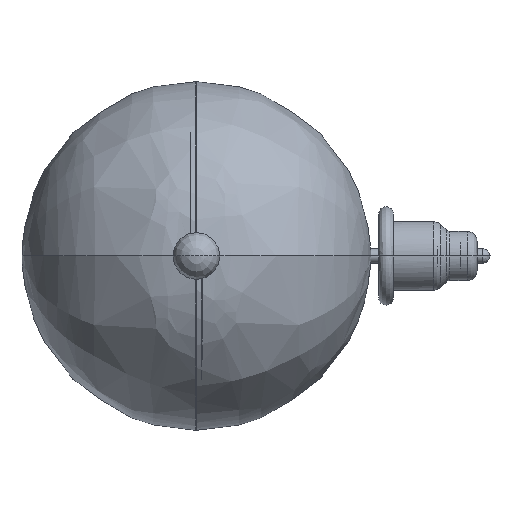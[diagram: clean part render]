
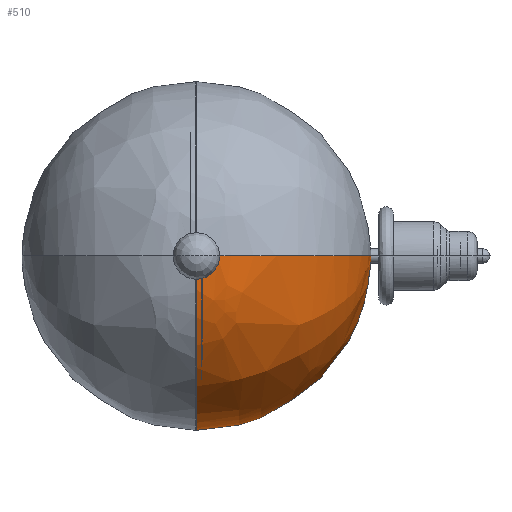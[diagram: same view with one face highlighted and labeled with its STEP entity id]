
A CAD part, front view. The second image highlights one B-rep face of the part: STEP entity #510.
In plain terms, the highlighted free-form (B-spline) face has degree [2, 2] with [5, 3] control points.
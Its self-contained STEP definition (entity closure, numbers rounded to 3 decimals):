
#24 = VERTEX_POINT('',#25);
#25 = CARTESIAN_POINT('',(0.389,-10.558,0.));
#31 = EDGE_CURVE('',#32,#24,#34,.T.);
#32 = VERTEX_POINT('',#33);
#33 = CARTESIAN_POINT('',(10.565,0.,0.));
#34 = ( BOUNDED_CURVE() B_SPLINE_CURVE(2,(#35,#36,#37),.UNSPECIFIED.,.F.
,.F.) B_SPLINE_CURVE_WITH_KNOTS((3,3),(0.,1.534),
.PIECEWISE_BEZIER_KNOTS.) CURVE() GEOMETRIC_REPRESENTATION_ITEM() 
RATIONAL_B_SPLINE_CURVE((1.,0.72,1.)) REPRESENTATION_ITEM('') 
  );
#35 = CARTESIAN_POINT('',(10.565,0.,0.));
#36 = CARTESIAN_POINT('',(10.565,-10.183,0.));
#37 = CARTESIAN_POINT('',(0.389,-10.558,0.));
#39 = EDGE_CURVE('',#32,#40,#42,.T.);
#40 = VERTEX_POINT('',#41);
#41 = CARTESIAN_POINT('',(0.389,10.558,0.));
#42 = ( BOUNDED_CURVE() B_SPLINE_CURVE(2,(#43,#44,#45),.UNSPECIFIED.,.F.
,.F.) B_SPLINE_CURVE_WITH_KNOTS((3,3),(0.,1.534),
.PIECEWISE_BEZIER_KNOTS.) CURVE() GEOMETRIC_REPRESENTATION_ITEM() 
RATIONAL_B_SPLINE_CURVE((1.,0.72,1.)) REPRESENTATION_ITEM('') 
  );
#43 = CARTESIAN_POINT('',(10.565,0.,0.));
#44 = CARTESIAN_POINT('',(10.565,10.183,0.));
#45 = CARTESIAN_POINT('',(0.389,10.558,0.));
#453 = VERTEX_POINT('',#454);
#454 = CARTESIAN_POINT('',(0.03,10.558,
    -0.388));
#489 = EDGE_CURVE('',#453,#40,#490,.T.);
#490 = ( BOUNDED_CURVE() B_SPLINE_CURVE(2,(#491,#492,#493),
.UNSPECIFIED.,.F.,.F.) B_SPLINE_CURVE_WITH_KNOTS((3,3),(0.,
1.494),.PIECEWISE_BEZIER_KNOTS.) CURVE() 
GEOMETRIC_REPRESENTATION_ITEM() RATIONAL_B_SPLINE_CURVE((1.,
0.734,1.)) REPRESENTATION_ITEM('') );
#491 = CARTESIAN_POINT('',(0.03,10.558,
    -0.388));
#492 = CARTESIAN_POINT('',(0.389,10.558,
    -0.36));
#493 = CARTESIAN_POINT('',(0.389,10.558,
    0.));
#510 = ADVANCED_FACE('',(#511),#532,.T.);
#511 = FACE_BOUND('',#512,.T.);
#512 = EDGE_LOOP('',(#513,#523,#524,#525,#526));
#513 = ORIENTED_EDGE('',*,*,#514,.T.);
#514 = EDGE_CURVE('',#515,#453,#517,.T.);
#515 = VERTEX_POINT('',#516);
#516 = CARTESIAN_POINT('',(0.03,-10.558,
    -0.388));
#517 = ( BOUNDED_CURVE() B_SPLINE_CURVE(2,(#518,#519,#520,#521,#522),
.UNSPECIFIED.,.F.,.F.) B_SPLINE_CURVE_WITH_KNOTS((3,2,3),(0.,
1.534,3.068),.PIECEWISE_BEZIER_KNOTS.) CURVE() 
GEOMETRIC_REPRESENTATION_ITEM() RATIONAL_B_SPLINE_CURVE((1.,
0.72,1.,0.72,1.)) REPRESENTATION_ITEM('') );
#518 = CARTESIAN_POINT('',(0.03,-10.558,
    -0.388));
#519 = CARTESIAN_POINT('',(0.03,-10.184,
    -10.565));
#520 = CARTESIAN_POINT('',(0.03,0.,
    -10.565));
#521 = CARTESIAN_POINT('',(0.03,10.184,
    -10.565));
#522 = CARTESIAN_POINT('',(0.03,10.558,
    -0.388));
#523 = ORIENTED_EDGE('',*,*,#489,.T.);
#524 = ORIENTED_EDGE('',*,*,#39,.F.);
#525 = ORIENTED_EDGE('',*,*,#31,.T.);
#526 = ORIENTED_EDGE('',*,*,#527,.T.);
#527 = EDGE_CURVE('',#24,#515,#528,.T.);
#528 = ( BOUNDED_CURVE() B_SPLINE_CURVE(2,(#529,#530,#531),
.UNSPECIFIED.,.F.,.F.) B_SPLINE_CURVE_WITH_KNOTS((3,3),(0.,1.494
),.PIECEWISE_BEZIER_KNOTS.) CURVE() GEOMETRIC_REPRESENTATION_ITEM() 
RATIONAL_B_SPLINE_CURVE((1.,0.734,1.)) REPRESENTATION_ITEM('') 
  );
#529 = CARTESIAN_POINT('',(0.389,-10.558,0.));
#530 = CARTESIAN_POINT('',(0.389,-10.558,
    -0.36));
#531 = CARTESIAN_POINT('',(0.03,-10.558,
    -0.388));
#532 = ( BOUNDED_SURFACE() B_SPLINE_SURFACE(2,2,(
    (#533,#534,#535)
    ,(#536,#537,#538)
    ,(#539,#540,#541)
    ,(#542,#543,#544)
    ,(#545,#546,#547
)),.UNSPECIFIED.,.F.,.F.,.F.) B_SPLINE_SURFACE_WITH_KNOTS((3,2,3),(3,3),
  (0.,1.571,3.142),(0.003,1.571),
.PIECEWISE_BEZIER_KNOTS.) GEOMETRIC_REPRESENTATION_ITEM() 
RATIONAL_B_SPLINE_SURFACE((
    (1.,0.708,1.)
    ,(0.707,0.501,0.707)
    ,(1.,0.708,1.)
    ,(0.707,0.501,0.707)
,(1.,0.708,1.))) REPRESENTATION_ITEM('') SURFACE() );
#533 = CARTESIAN_POINT('',(0.03,-10.565,0.));
#534 = CARTESIAN_POINT('',(10.565,-10.535,0.));
#535 = CARTESIAN_POINT('',(10.565,0.,0.));
#536 = CARTESIAN_POINT('',(0.03,-10.565,
    -10.565));
#537 = CARTESIAN_POINT('',(10.565,-10.535,
    -10.535));
#538 = CARTESIAN_POINT('',(10.565,0.,
    0.));
#539 = CARTESIAN_POINT('',(0.03,0.,
    -10.565));
#540 = CARTESIAN_POINT('',(10.565,0.,
    -10.535));
#541 = CARTESIAN_POINT('',(10.565,0.,
    0.));
#542 = CARTESIAN_POINT('',(0.03,10.565,
    -10.565));
#543 = CARTESIAN_POINT('',(10.565,10.535,
    -10.535));
#544 = CARTESIAN_POINT('',(10.565,0.,
    0.));
#545 = CARTESIAN_POINT('',(0.03,10.565,
    0.));
#546 = CARTESIAN_POINT('',(10.565,10.535,
    0.));
#547 = CARTESIAN_POINT('',(10.565,0.,
    0.));
